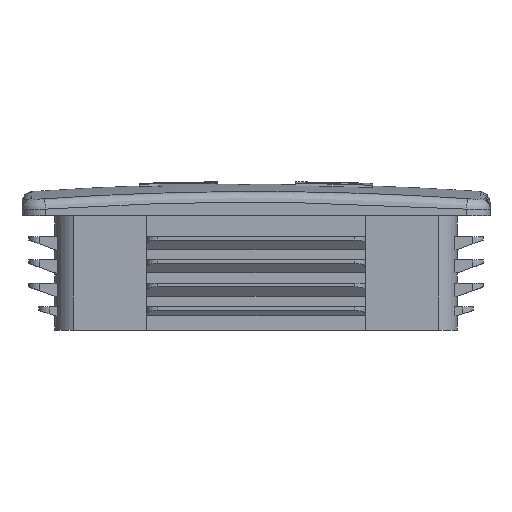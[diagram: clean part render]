
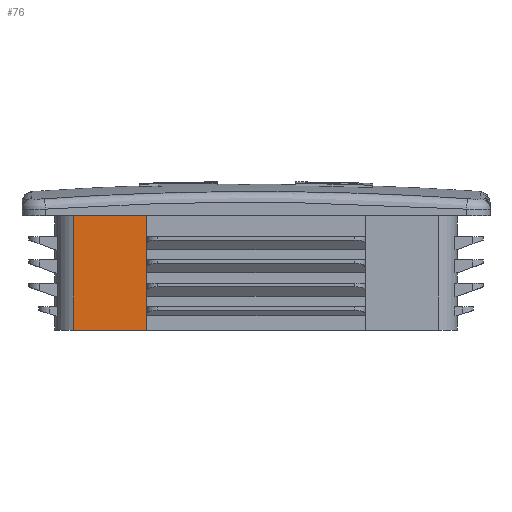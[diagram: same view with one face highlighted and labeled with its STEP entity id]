
A CAD part, left-side view. The second image highlights one B-rep face of the part: STEP entity #76.
In plain terms, the highlighted planar face has unit normal (-1, 0, 0).
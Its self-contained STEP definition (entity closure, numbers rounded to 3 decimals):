
#76 = ADVANCED_FACE( '', ( #321 ), #322, .F. );
#321 = FACE_OUTER_BOUND( '', #823, .T. );
#322 = PLANE( '', #824 );
#823 = EDGE_LOOP( '', ( #3537, #3538, #3539, #3540 ) );
#824 = AXIS2_PLACEMENT_3D( '', #3541, #3542, #3543 );
#3537 = ORIENTED_EDGE( '', *, *, #5511, .T. );
#3538 = ORIENTED_EDGE( '', *, *, #5527, .F. );
#3539 = ORIENTED_EDGE( '', *, *, #5528, .F. );
#3540 = ORIENTED_EDGE( '', *, *, #5529, .T. );
#3541 = CARTESIAN_POINT( '', ( -38.2, 35.098, 22. ) );
#3542 = DIRECTION( '', ( 1., 0., 0. ) );
#3543 = DIRECTION( '', ( 0., 1., 0. ) );
#5511 = EDGE_CURVE( '', #6159, #6160, #6161, .T. );
#5527 = EDGE_CURVE( '', #6191, #6160, #6192, .T. );
#5528 = EDGE_CURVE( '', #6193, #6191, #6194, .T. );
#5529 = EDGE_CURVE( '', #6193, #6159, #6195, .T. );
#6159 = VERTEX_POINT( '', #7215 );
#6160 = VERTEX_POINT( '', #7216 );
#6161 = LINE( '', #7217, #7218 );
#6191 = VERTEX_POINT( '', #7259 );
#6192 = LINE( '', #7260, #7261 );
#6193 = VERTEX_POINT( '', #7262 );
#6194 = LINE( '', #7263, #7264 );
#6195 = LINE( '', #7265, #7266 );
#7215 = CARTESIAN_POINT( '', ( -38.2, 35.098, 0. ) );
#7216 = CARTESIAN_POINT( '', ( -38.2, 21., 0. ) );
#7217 = CARTESIAN_POINT( '', ( -38.2, 35.098, 0. ) );
#7218 = VECTOR( '', #10741, 1000. );
#7259 = CARTESIAN_POINT( '', ( -38.2, 21., 22. ) );
#7260 = CARTESIAN_POINT( '', ( -38.2, 21., 22. ) );
#7261 = VECTOR( '', #10765, 1000. );
#7262 = CARTESIAN_POINT( '', ( -38.2, 35.098, 22. ) );
#7263 = CARTESIAN_POINT( '', ( -38.2, 35.098, 22. ) );
#7264 = VECTOR( '', #10766, 1000. );
#7265 = CARTESIAN_POINT( '', ( -38.2, 35.098, 22. ) );
#7266 = VECTOR( '', #10767, 1000. );
#10741 = DIRECTION( '', ( 0., -1., 0. ) );
#10765 = DIRECTION( '', ( 0., 0., -1. ) );
#10766 = DIRECTION( '', ( 0., -1., 0. ) );
#10767 = DIRECTION( '', ( 0., 0., -1. ) );
